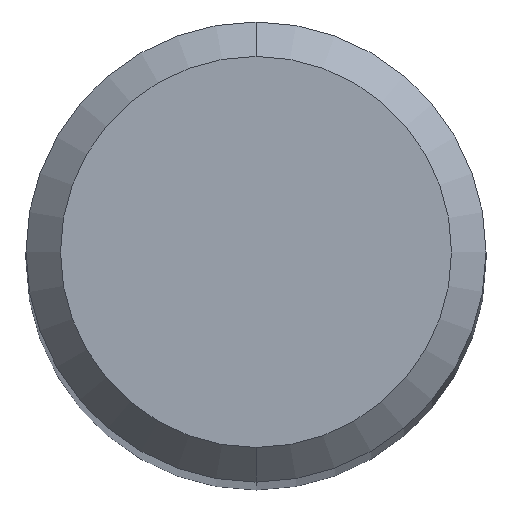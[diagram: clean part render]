
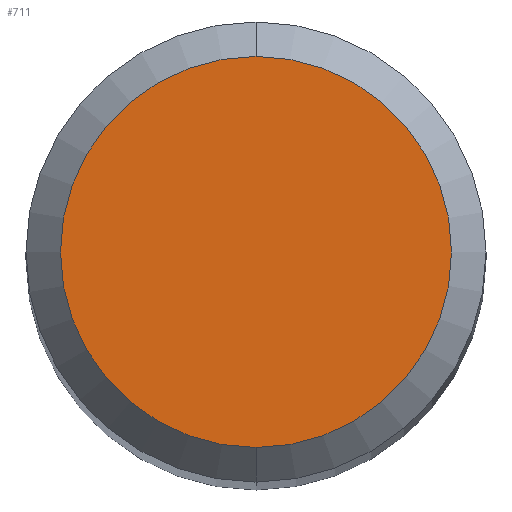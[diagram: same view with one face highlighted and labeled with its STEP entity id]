
A CAD part, top view. The second image highlights one B-rep face of the part: STEP entity #711.
In plain terms, the highlighted planar face has unit normal (0, 0, 1).
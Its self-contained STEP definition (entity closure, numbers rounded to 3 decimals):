
#377=EDGE_CURVE('',#809,#533,#1037,.T.);
#533=VERTEX_POINT('',#1214);
#691=EDGE_CURVE('',#533,#809,#1386,.T.);
#711=ADVANCED_FACE('',(#1406),#1407,.T.);
#809=VERTEX_POINT('',#1516);
#1037=CIRCLE('',#1944,1.7);
#1214=CARTESIAN_POINT('',(0.,-1.7,0.0));
#1386=CIRCLE('',#3044,1.7);
#1406=FACE_OUTER_BOUND('',#3082,.T.);
#1407=PLANE('',#3083);
#1516=CARTESIAN_POINT('',(0.0,1.7,0.0));
#1944=AXIS2_PLACEMENT_3D('',#4154,#4155,#4156);
#3044=AXIS2_PLACEMENT_3D('',#4578,#4579,#4580);
#3082=EDGE_LOOP('',(#4590,#4591));
#3083=AXIS2_PLACEMENT_3D('',#4592,#4593,#4594);
#4154=CARTESIAN_POINT('',(0.0,0.0,0.0));
#4155=DIRECTION('',(0.0,0.0,-1.0));
#4156=DIRECTION('',(0.0,1.0,0.0));
#4578=CARTESIAN_POINT('',(0.0,0.0,0.0));
#4579=DIRECTION('',(0.0,0.0,-1.0));
#4580=DIRECTION('',(0.0,1.0,0.0));
#4590=ORIENTED_EDGE('',*,*,#377,.F.);
#4591=ORIENTED_EDGE('',*,*,#691,.F.);
#4592=CARTESIAN_POINT('',(0.0,0.85,0.0));
#4593=DIRECTION('',(-0.0,0.0,1.0));
#4594=DIRECTION('',(0.0,-1.0,0.0));
